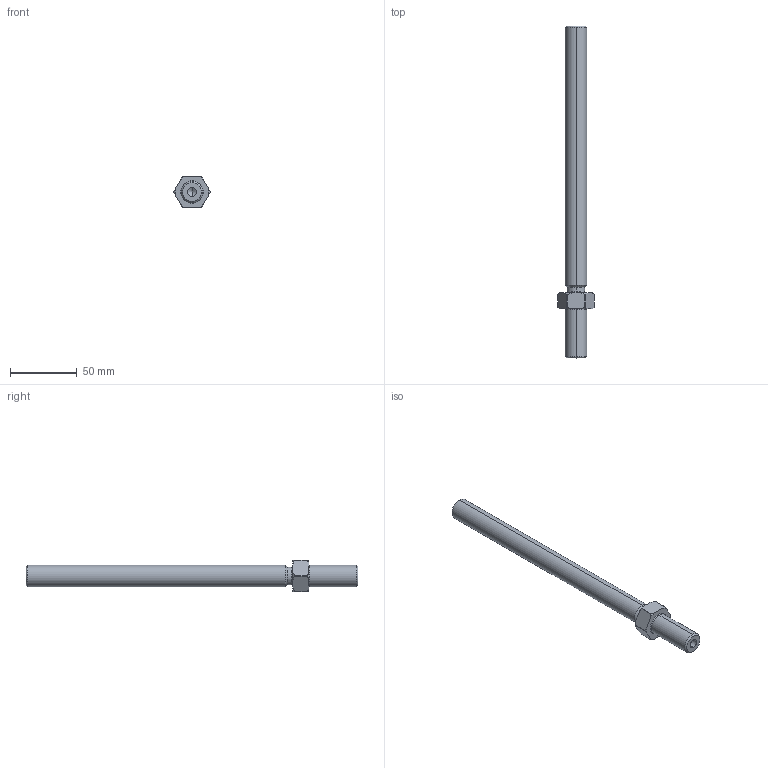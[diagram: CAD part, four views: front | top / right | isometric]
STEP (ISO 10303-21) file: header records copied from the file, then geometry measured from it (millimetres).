
FILE_DESCRIPTION (( 'STEP AP214' ), '1' );
FILE_NAME ('098km16200e.STEP', '2014-08-12T12:53:15', ( '' ), ( '' ), 'SwSTEP 2.0', 'SolidWorks 2014', '' );
FILE_SCHEMA (( 'AUTOMOTIVE_DESIGN' ));
Length unit declared in the file: millimetre
Products named in the file (1): 098km16200e
Bounding box: 27.5 x 249 x 24 mm (x, y, z)
Volume: 52525.6 mm3; surface area: 14263.6 mm2
Topology: 1 solids, 1 shells, 48 faces, 118 edges, 73 vertices
Faces by surface type: cone 20, cylinder 14, plane 10, torus 4
Entity records: 1522 total; most frequent: CARTESIAN_POINT 366, DIRECTION 242, ORIENTED_EDGE 232, EDGE_CURVE 116, AXIS2_PLACEMENT_3D 101, VERTEX_POINT 73, CIRCLE 52, EDGE_LOOP 51
